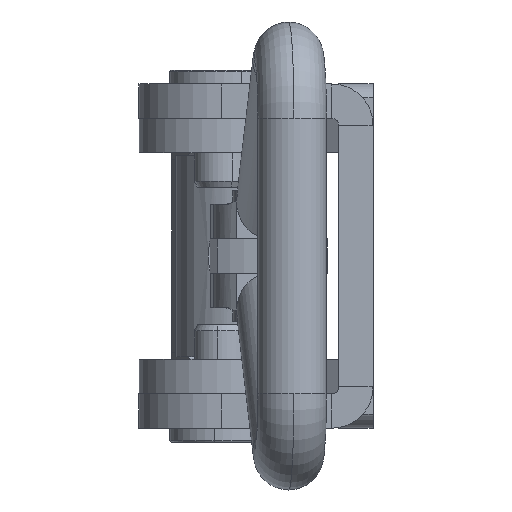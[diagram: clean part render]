
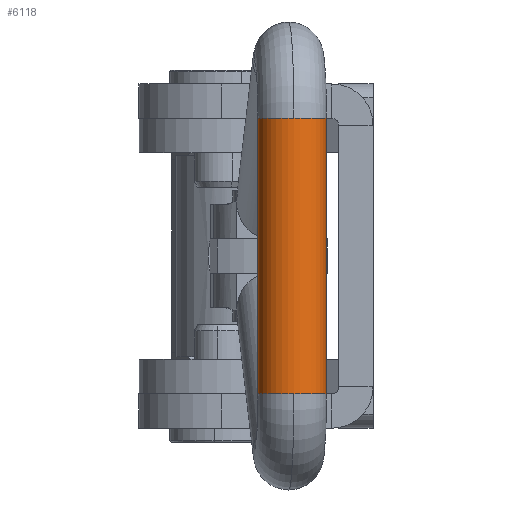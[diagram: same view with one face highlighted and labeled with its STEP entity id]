
A CAD part, left-side view. The second image highlights one B-rep face of the part: STEP entity #6118.
In plain terms, the highlighted cylindrical face has radius 2.5 mm (diameter 5 mm), a partial arc.
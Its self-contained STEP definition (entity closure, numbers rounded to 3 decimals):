
#13 = CARTESIAN_POINT ( 'NONE',  ( -10., 31.5, 0. ) ) ;
#126 = CARTESIAN_POINT ( 'NONE',  ( -10., 31.5, 2.5 ) ) ;
#196 = AXIS2_PLACEMENT_3D ( 'NONE', #4161, #2510, #2634 ) ;
#234 = AXIS2_PLACEMENT_3D ( 'NONE', #13, #3454, #516 ) ;
#268 = VERTEX_POINT ( 'NONE', #5476 ) ;
#344 = ORIENTED_EDGE ( 'NONE', *, *, #6165, .T. ) ;
#414 = VERTEX_POINT ( 'NONE', #3347 ) ;
#418 = CIRCLE ( 'NONE', #5999, 2.5 ) ;
#516 = DIRECTION ( 'NONE',  ( 0., -1., 0. ) ) ;
#970 = VECTOR ( 'NONE', #2635, 1000. ) ;
#1023 = EDGE_CURVE ( 'NONE', #1164, #5805, #2441, .T. ) ;
#1152 = CARTESIAN_POINT ( 'NONE',  ( 10., 31.5, 0. ) ) ;
#1164 = VERTEX_POINT ( 'NONE', #5340 ) ;
#1422 = AXIS2_PLACEMENT_3D ( 'NONE', #2542, #2077, #5004 ) ;
#1485 = EDGE_CURVE ( 'NONE', #414, #268, #418, .T. ) ;
#1518 = ORIENTED_EDGE ( 'NONE', *, *, #1485, .F. ) ;
#1558 = DIRECTION ( 'NONE',  ( 1., 0., 0. ) ) ;
#1593 = EDGE_CURVE ( 'NONE', #268, #5805, #4885, .T. ) ;
#1630 = DIRECTION ( 'NONE',  ( 0., -1., 0. ) ) ;
#1644 = EDGE_CURVE ( 'NONE', #2140, #2737, #4730, .T. ) ;
#1830 = ORIENTED_EDGE ( 'NONE', *, *, #4788, .F. ) ;
#2077 = DIRECTION ( 'NONE',  ( 1., 0., 0. ) ) ;
#2116 = CIRCLE ( 'NONE', #2734, 2.5 ) ;
#2126 = VECTOR ( 'NONE', #1558, 1000. ) ;
#2140 = VERTEX_POINT ( 'NONE', #6055 ) ;
#2252 = CARTESIAN_POINT ( 'NONE',  ( 10., 31.5, 2.5 ) ) ;
#2441 = CIRCLE ( 'NONE', #196, 2.5 ) ;
#2510 = DIRECTION ( 'NONE',  ( -1., 0., 0. ) ) ;
#2542 = CARTESIAN_POINT ( 'NONE',  ( -10., 31.5, 0. ) ) ;
#2559 = CIRCLE ( 'NONE', #234, 2.5 ) ;
#2634 = DIRECTION ( 'NONE',  ( 0., -1., 0. ) ) ;
#2635 = DIRECTION ( 'NONE',  ( 1., 0., 0. ) ) ;
#2734 = AXIS2_PLACEMENT_3D ( 'NONE', #1152, #4589, #1630 ) ;
#2737 = VERTEX_POINT ( 'NONE', #2252 ) ;
#2827 = ORIENTED_EDGE ( 'NONE', *, *, #1593, .F. ) ;
#2848 = CARTESIAN_POINT ( 'NONE',  ( 10., 31.5, -2.5 ) ) ;
#3202 = DIRECTION ( 'NONE',  ( -1., 0., 0. ) ) ;
#3347 = CARTESIAN_POINT ( 'NONE',  ( -10., 34., 0. ) ) ;
#3454 = DIRECTION ( 'NONE',  ( -1., 0., 0. ) ) ;
#3570 = FACE_OUTER_BOUND ( 'NONE', #5045, .T. ) ;
#4161 = CARTESIAN_POINT ( 'NONE',  ( 10., 31.5, 0. ) ) ;
#4589 = DIRECTION ( 'NONE',  ( -1., 0., 0. ) ) ;
#4657 = CARTESIAN_POINT ( 'NONE',  ( -10., 31.5, 0. ) ) ;
#4730 = LINE ( 'NONE', #126, #2126 ) ;
#4788 = EDGE_CURVE ( 'NONE', #2140, #414, #2559, .T. ) ;
#4885 = LINE ( 'NONE', #5040, #970 ) ;
#5004 = DIRECTION ( 'NONE',  ( 0., 0., -1. ) ) ;
#5040 = CARTESIAN_POINT ( 'NONE',  ( -10., 31.5, -2.5 ) ) ;
#5045 = EDGE_LOOP ( 'NONE', ( #1830, #5580, #344, #5432, #2827, #1518 ) ) ;
#5126 = DIRECTION ( 'NONE',  ( 0., -1., 0. ) ) ;
#5340 = CARTESIAN_POINT ( 'NONE',  ( 10., 34., 0. ) ) ;
#5432 = ORIENTED_EDGE ( 'NONE', *, *, #1023, .T. ) ;
#5476 = CARTESIAN_POINT ( 'NONE',  ( -10., 31.5, -2.5 ) ) ;
#5580 = ORIENTED_EDGE ( 'NONE', *, *, #1644, .T. ) ;
#5805 = VERTEX_POINT ( 'NONE', #2848 ) ;
#5999 = AXIS2_PLACEMENT_3D ( 'NONE', #4657, #3202, #5126 ) ;
#6013 = CYLINDRICAL_SURFACE ( 'NONE', #1422, 2.5 ) ;
#6055 = CARTESIAN_POINT ( 'NONE',  ( -10., 31.5, 2.5 ) ) ;
#6118 = ADVANCED_FACE ( 'NONE', ( #3570 ), #6013, .T. ) ;
#6165 = EDGE_CURVE ( 'NONE', #2737, #1164, #2116, .T. ) ;
